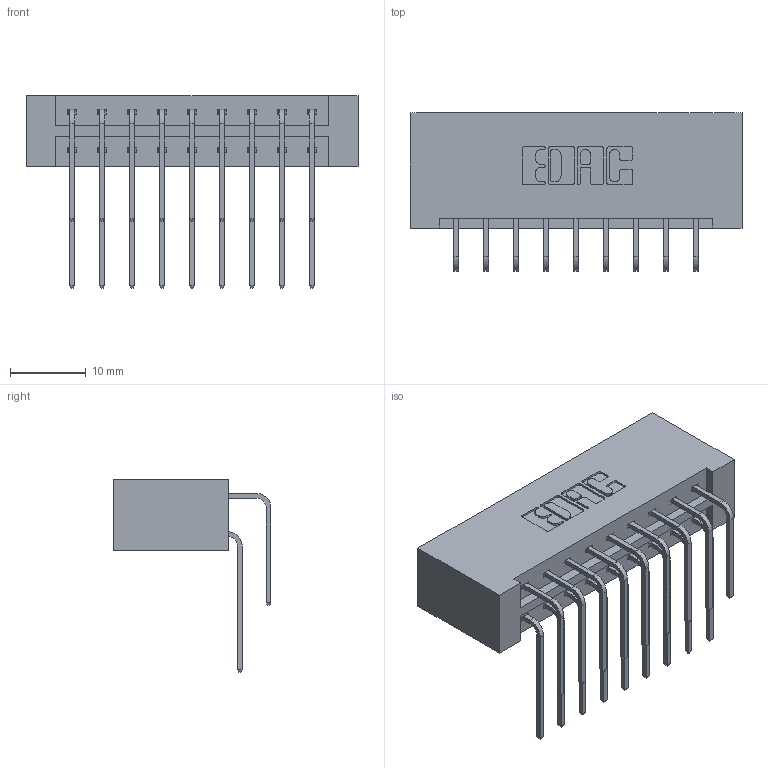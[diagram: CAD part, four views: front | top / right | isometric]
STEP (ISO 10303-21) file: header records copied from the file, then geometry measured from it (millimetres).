
FILE_DESCRIPTION (( 'STEP AP203' ), '1' );
FILE_NAME ('833-018-559-201.STEP', '2020-05-31T23:23:42', ( '' ), ( '' ), 'SwSTEP 2.0', 'SolidWorks 2020', '' );
FILE_SCHEMA (( 'CONFIG_CONTROL_DESIGN' ));
Length unit declared in the file: inch
Products named in the file (4): 833 Part_Lugless; 345-292-001_558 559 Tail - 1; 833-018-559-201; 345-292-001_559 Tail - 2
Assembly tree (19 placements, depth 2):
  833-018-559-201
    833 Part_Lugless
    345-292-001_558 559 Tail - 1  x9
    345-292-001_559 Tail - 2  x9
Bounding box: 43.92 x 20.9 x 25.53 mm (x, y, z)
Volume: 4911.1 mm3; surface area: 5993.1 mm2
Topology: 19 solids, 19 shells, 1078 faces, 3185 edges, 2098 vertices
Faces by surface type: plane 750, cylinder 328
Entity records: 11565 total; most frequent: CARTESIAN_POINT 2005, ORIENTED_EDGE 1890, DIRECTION 1745, EDGE_CURVE 945, LINE 785, VECTOR 785, VERTEX_POINT 626, AXIS2_PLACEMENT_3D 480
